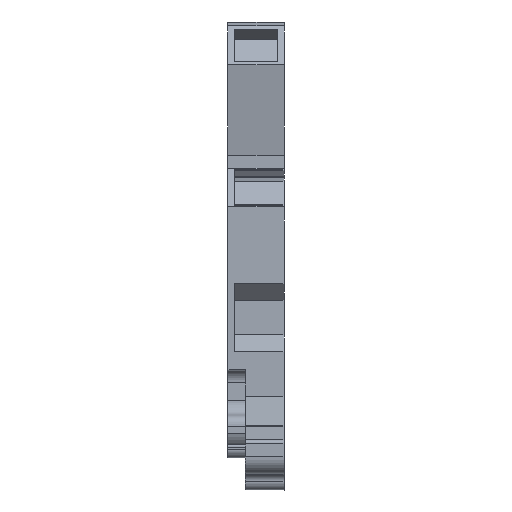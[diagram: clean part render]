
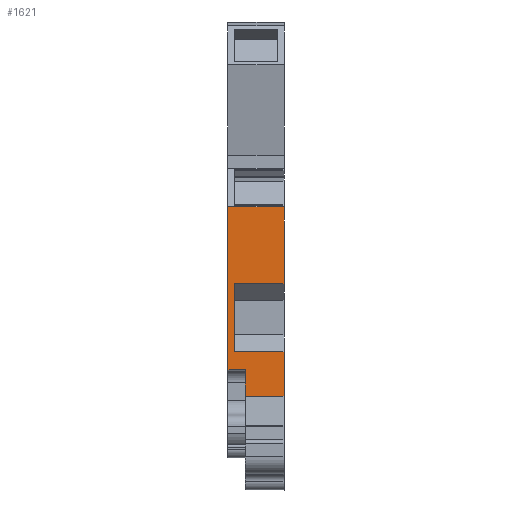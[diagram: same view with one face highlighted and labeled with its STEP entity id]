
A CAD part, front view. The second image highlights one B-rep face of the part: STEP entity #1621.
In plain terms, the highlighted planar face has unit normal (0, -1, 0).
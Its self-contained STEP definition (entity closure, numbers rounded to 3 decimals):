
#1564=AXIS2_PLACEMENT_3D('Plane Axis2P3D',#1561,#1562,#1563) ;
#168=CARTESIAN_POINT('Line Origine',(0.,3.599,23.4)) ;
#172=CARTESIAN_POINT('Vertex',(0.,3.599,32.85)) ;
#174=CARTESIAN_POINT('Vertex',(0.,3.599,13.95)) ;
#566=CARTESIAN_POINT('Vertex',(6.5,3.599,32.85)) ;
#571=CARTESIAN_POINT('Line Origine',(6.5,3.599,28.4)) ;
#575=CARTESIAN_POINT('Vertex',(6.5,3.599,23.95)) ;
#610=CARTESIAN_POINT('Vertex',(6.5,3.599,16.05)) ;
#613=CARTESIAN_POINT('Line Origine',(6.5,3.599,13.467)) ;
#617=CARTESIAN_POINT('Vertex',(6.5,3.599,10.885)) ;
#1561=CARTESIAN_POINT('Axis2P3D Location',(0.,3.599,10.885)) ;
#1566=CARTESIAN_POINT('Line Origine',(1.,3.599,13.95)) ;
#1570=CARTESIAN_POINT('Vertex',(2.,3.599,13.95)) ;
#1573=CARTESIAN_POINT('Line Origine',(2.,3.599,12.417)) ;
#1577=CARTESIAN_POINT('Vertex',(2.,3.599,10.885)) ;
#1580=CARTESIAN_POINT('Line Origine',(4.25,3.599,10.885)) ;
#1585=CARTESIAN_POINT('Line Origine',(3.6,3.599,16.05)) ;
#1589=CARTESIAN_POINT('Vertex',(0.7,3.599,16.05)) ;
#1592=CARTESIAN_POINT('Line Origine',(0.7,3.599,20.)) ;
#1596=CARTESIAN_POINT('Vertex',(0.7,3.599,23.95)) ;
#1599=CARTESIAN_POINT('Line Origine',(3.6,3.599,23.95)) ;
#1604=CARTESIAN_POINT('Line Origine',(3.25,3.599,32.85)) ;
#169=DIRECTION('Vector Direction',(0.,0.,1.)) ;
#572=DIRECTION('Vector Direction',(0.,0.,1.)) ;
#614=DIRECTION('Vector Direction',(0.,0.,1.)) ;
#1562=DIRECTION('Axis2P3D Direction',(0.,1.,0.)) ;
#1563=DIRECTION('Axis2P3D XDirection',(0.,0.,1.)) ;
#1567=DIRECTION('Vector Direction',(1.,0.,0.)) ;
#1574=DIRECTION('Vector Direction',(0.,0.,-1.)) ;
#1581=DIRECTION('Vector Direction',(1.,0.,0.)) ;
#1586=DIRECTION('Vector Direction',(-1.,0.,0.)) ;
#1593=DIRECTION('Vector Direction',(0.,0.,-1.)) ;
#1600=DIRECTION('Vector Direction',(-1.,0.,0.)) ;
#1605=DIRECTION('Vector Direction',(1.,0.,0.)) ;
#170=VECTOR('Line Direction',#169,1.) ;
#573=VECTOR('Line Direction',#572,1.) ;
#615=VECTOR('Line Direction',#614,1.) ;
#1568=VECTOR('Line Direction',#1567,1.) ;
#1575=VECTOR('Line Direction',#1574,1.) ;
#1582=VECTOR('Line Direction',#1581,1.) ;
#1587=VECTOR('Line Direction',#1586,1.) ;
#1594=VECTOR('Line Direction',#1593,1.) ;
#1601=VECTOR('Line Direction',#1600,1.) ;
#1606=VECTOR('Line Direction',#1605,1.) ;
#1610=ORIENTED_EDGE('',*,*,#1572,.T.) ;
#1611=ORIENTED_EDGE('',*,*,#1579,.T.) ;
#1612=ORIENTED_EDGE('',*,*,#1584,.T.) ;
#1613=ORIENTED_EDGE('',*,*,#619,.F.) ;
#1614=ORIENTED_EDGE('',*,*,#1591,.T.) ;
#1615=ORIENTED_EDGE('',*,*,#1598,.F.) ;
#1616=ORIENTED_EDGE('',*,*,#1603,.F.) ;
#1617=ORIENTED_EDGE('',*,*,#577,.F.) ;
#1618=ORIENTED_EDGE('',*,*,#1608,.F.) ;
#1619=ORIENTED_EDGE('',*,*,#176,.T.) ;
#1621=ADVANCED_FACE('Koerper.2',(#1620),#1565,.F.) ;
#176=EDGE_CURVE('',#173,#175,#171,.F.) ;
#577=EDGE_CURVE('',#567,#576,#574,.F.) ;
#619=EDGE_CURVE('',#611,#618,#616,.F.) ;
#1572=EDGE_CURVE('',#175,#1571,#1569,.T.) ;
#1579=EDGE_CURVE('',#1571,#1578,#1576,.T.) ;
#1584=EDGE_CURVE('',#1578,#618,#1583,.T.) ;
#1591=EDGE_CURVE('',#611,#1590,#1588,.T.) ;
#1598=EDGE_CURVE('',#1597,#1590,#1595,.T.) ;
#1603=EDGE_CURVE('',#576,#1597,#1602,.T.) ;
#1608=EDGE_CURVE('',#173,#567,#1607,.T.) ;
#1609=EDGE_LOOP('',(#1610,#1611,#1612,#1613,#1614,#1615,#1616,#1617,#1618,#1619)) ;
#1620=FACE_OUTER_BOUND('',#1609,.T.) ;
#171=LINE('Line',#168,#170) ;
#574=LINE('Line',#571,#573) ;
#616=LINE('Line',#613,#615) ;
#1569=LINE('Line',#1566,#1568) ;
#1576=LINE('Line',#1573,#1575) ;
#1583=LINE('Line',#1580,#1582) ;
#1588=LINE('Line',#1585,#1587) ;
#1595=LINE('Line',#1592,#1594) ;
#1602=LINE('Line',#1599,#1601) ;
#1607=LINE('Line',#1604,#1606) ;
#1565=PLANE('',#1564) ;
#173=VERTEX_POINT('',#172) ;
#175=VERTEX_POINT('',#174) ;
#567=VERTEX_POINT('',#566) ;
#576=VERTEX_POINT('',#575) ;
#611=VERTEX_POINT('',#610) ;
#618=VERTEX_POINT('',#617) ;
#1571=VERTEX_POINT('',#1570) ;
#1578=VERTEX_POINT('',#1577) ;
#1590=VERTEX_POINT('',#1589) ;
#1597=VERTEX_POINT('',#1596) ;
